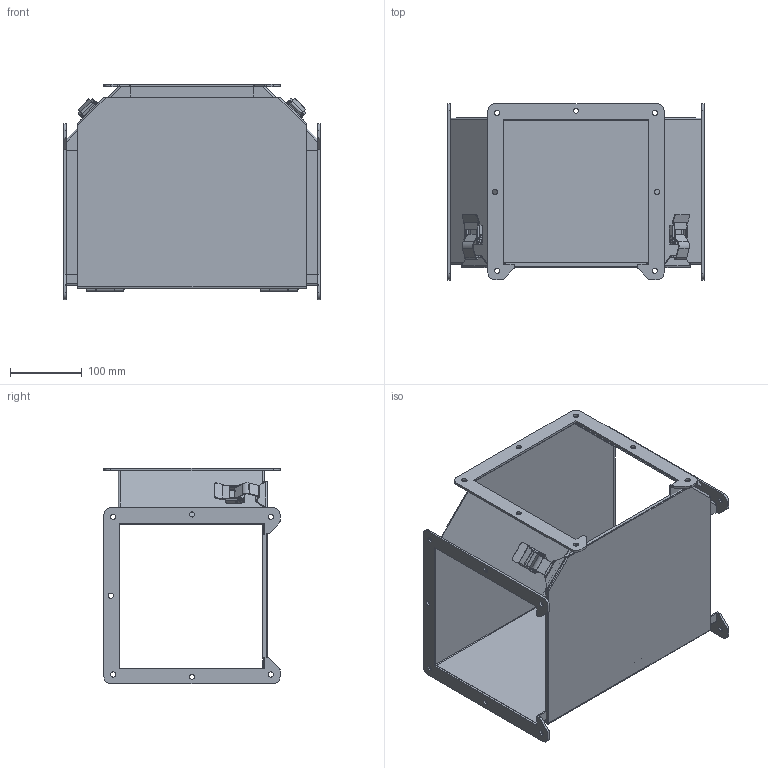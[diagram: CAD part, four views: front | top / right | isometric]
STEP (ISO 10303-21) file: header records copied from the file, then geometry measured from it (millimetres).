
FILE_DESCRIPTION (( 'STEP AP203' ), '1' );
FILE_NAME ('1485ETN.step', '2020-11-19T14:41:57', ( 'ADC123' ), ( 'Microsoft' ), 'SwSTEP 2.0', 'SolidWorks 2019', '' );
FILE_SCHEMA (( 'CONFIG_CONTROL_DESIGN' ));
Length unit declared in the file: inch
Products named in the file (1): 1485ETN
Bounding box: 355.59 x 244.47 x 298.97 mm (x, y, z)
Volume: 808959.7 mm3; surface area: 793089.6 mm2
Topology: 23 solids, 23 shells, 535 faces, 1384 edges, 899 vertices
Faces by surface type: plane 322, cylinder 185, bspline 28
Full cylindrical faces by diameter (mm): 3.175 x4, 3.302 x4, 3.969 x4, 4.166 x4, 4.763 x6, 7.137 x21
Entity records: 17284 total; most frequent: CARTESIAN_POINT 4205, ORIENTED_EDGE 2662, DIRECTION 2620, EDGE_CURVE 1331, LINE 916, VECTOR 916, VERTEX_POINT 897, AXIS2_PLACEMENT_3D 852
